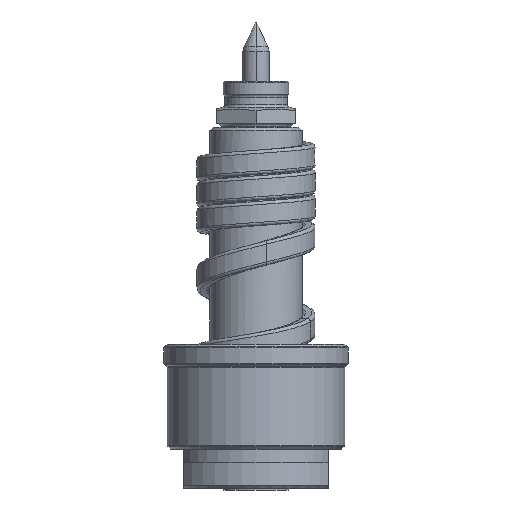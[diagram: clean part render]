
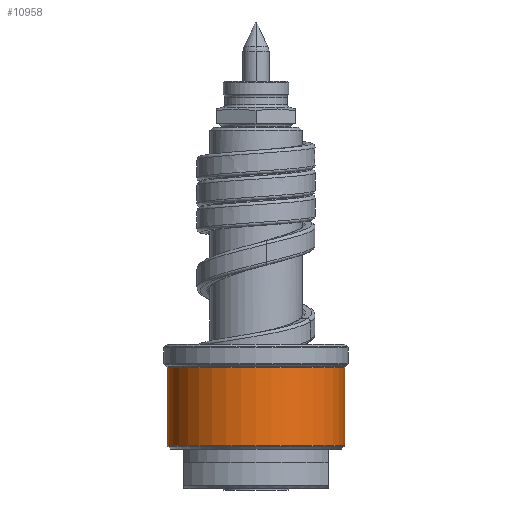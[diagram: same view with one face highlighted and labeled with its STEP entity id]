
A CAD part, front view. The second image highlights one B-rep face of the part: STEP entity #10958.
In plain terms, the highlighted cylindrical face has radius 13.5 mm (diameter 27 mm), a partial arc.
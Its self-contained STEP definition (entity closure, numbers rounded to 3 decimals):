
#3118=CARTESIAN_POINT('',(0.,0.,6.582));
#3119=DIRECTION('',(0.,0.,1.));
#3120=DIRECTION('',(-1.,0.,0.));
#3121=AXIS2_PLACEMENT_3D('',#3118,#3119,#3120);
#3123=DIRECTION('',(0.,0.,-1.));
#3124=VECTOR('',#3123,11.835);
#3125=CARTESIAN_POINT('',(-13.5,0.,18.417));
#3126=LINE('',#3125,#3124);
#3127=CARTESIAN_POINT('',(0.,0.,18.417));
#3128=DIRECTION('',(0.,0.,1.));
#3129=DIRECTION('',(-1.,0.,0.));
#3130=AXIS2_PLACEMENT_3D('',#3127,#3128,#3129);
#3132=DIRECTION('',(0.,0.,-1.));
#3133=VECTOR('',#3132,11.835);
#3134=CARTESIAN_POINT('',(13.5,0.,18.417));
#3135=LINE('',#3134,#3133);
#5916=CARTESIAN_POINT('',(13.5,0.,18.417));
#5917=CARTESIAN_POINT('',(-13.5,0.,18.417));
#5918=VERTEX_POINT('',#5916);
#5919=VERTEX_POINT('',#5917);
#5942=CARTESIAN_POINT('',(13.5,0.,6.582));
#5943=VERTEX_POINT('',#5942);
#5944=CARTESIAN_POINT('',(-13.5,0.,6.582));
#5945=VERTEX_POINT('',#5944);
#10946=CARTESIAN_POINT('',(0.,0.,5.2));
#10947=DIRECTION('',(0.,0.,1.));
#10948=DIRECTION('',(-1.,0.,0.));
#10949=AXIS2_PLACEMENT_3D('',#10946,#10947,#10948);
#10950=CYLINDRICAL_SURFACE('',#10949,13.5);
#10951=ORIENTED_EDGE('',*,*,#10903,.F.);
#10952=ORIENTED_EDGE('',*,*,#10937,.F.);
#10954=ORIENTED_EDGE('',*,*,#10953,.T.);
#10955=ORIENTED_EDGE('',*,*,#10933,.T.);
#10956=EDGE_LOOP('',(#10951,#10952,#10954,#10955));
#10957=FACE_OUTER_BOUND('',#10956,.F.);
#3122=CIRCLE('',#3121,13.5);
#3131=CIRCLE('',#3130,13.5);
#10903=EDGE_CURVE('',#5945,#5943,#3122,.T.);
#10933=EDGE_CURVE('',#5918,#5943,#3135,.T.);
#10937=EDGE_CURVE('',#5919,#5945,#3126,.T.);
#10953=EDGE_CURVE('',#5919,#5918,#3131,.T.);
#10958=ADVANCED_FACE('',(#10957),#10950,.T.);
